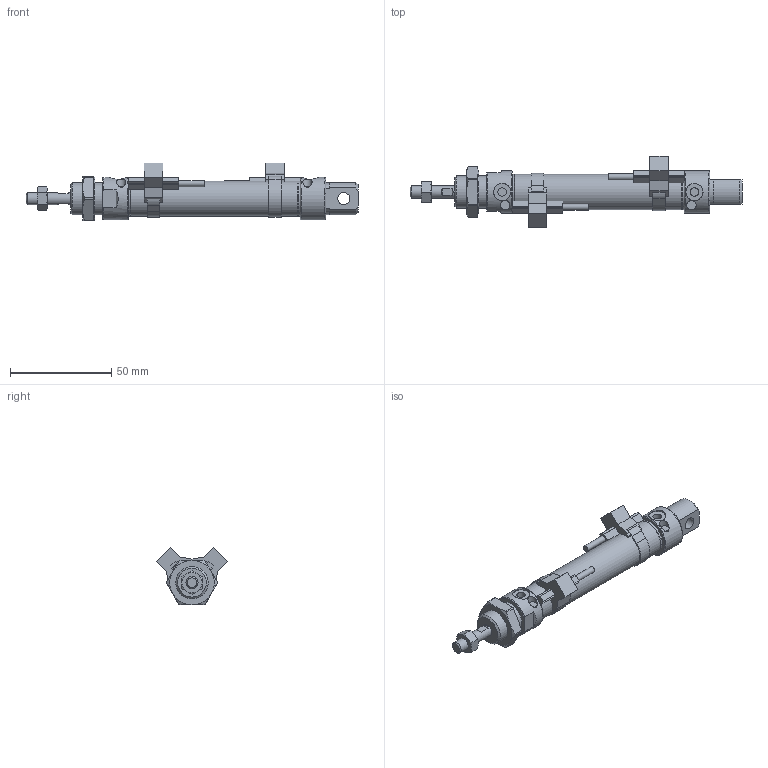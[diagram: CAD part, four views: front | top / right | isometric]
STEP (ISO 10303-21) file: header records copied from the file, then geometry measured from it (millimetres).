
FILE_DESCRIPTION(/* description */ ('STEP AP214'),/* implementation_level */ '2;1');
FILE_NAME(/* name */ 'MAC16x50SCA(0)+(CMSG-2)',/* time_stamp */ '2023-10-07T14:05:43+02:00',/* author */ ('License CC BY-ND 4.0'),/* organization */ ('CADENAS'),/* preprocessor_version */ 'ST-DEVELOPER v19.3',/* originating_system */ 'PARTsolutions',/* authorisation */ ' ');
FILE_SCHEMA (('AUTOMOTIVE_DESIGN {1 0 10303 214 3 1 1}'));
Length unit declared in the file: millimetre
Products named in the file (6): MAC16x50SCA(0)+(CMSG-2); CS1-M-S16-(); 16 MA Nut1; 16 MA Nut; 16MAC50 Rod; 16MAC 50 Body
Assembly tree (6 placements, depth 2):
  MAC16x50SCA(0)+(CMSG-2)
    CS1-M-S16-()  x2
    16 MA Nut1
    16 MA Nut
    16MAC50 Rod
    16MAC 50 Body
Bounding box: 164 x 35.21 x 28.61 mm (x, y, z)
Volume: 31327.1 mm3; surface area: 22270.7 mm2
Topology: 6 solids, 6 shells, 207 faces, 489 edges, 313 vertices
Faces by surface type: plane 120, cylinder 54, cone 28, torus 5
Full cylindrical faces by diameter (mm): 3 x2, 4.134 x2, 4.917 x1, 6 x3, 8.5 x2, 14.376 x1, 15.5 x1, 16 x2, 17.4 x3, 21 x2, 21.4 x1
Entity records: 4881 total; most frequent: CARTESIAN_POINT 930, DIRECTION 734, ORIENTED_EDGE 656, EDGE_CURVE 328, AXIS2_PLACEMENT_3D 288, VERTEX_POINT 226, EDGE_LOOP 218, FACE_BOUND 218
